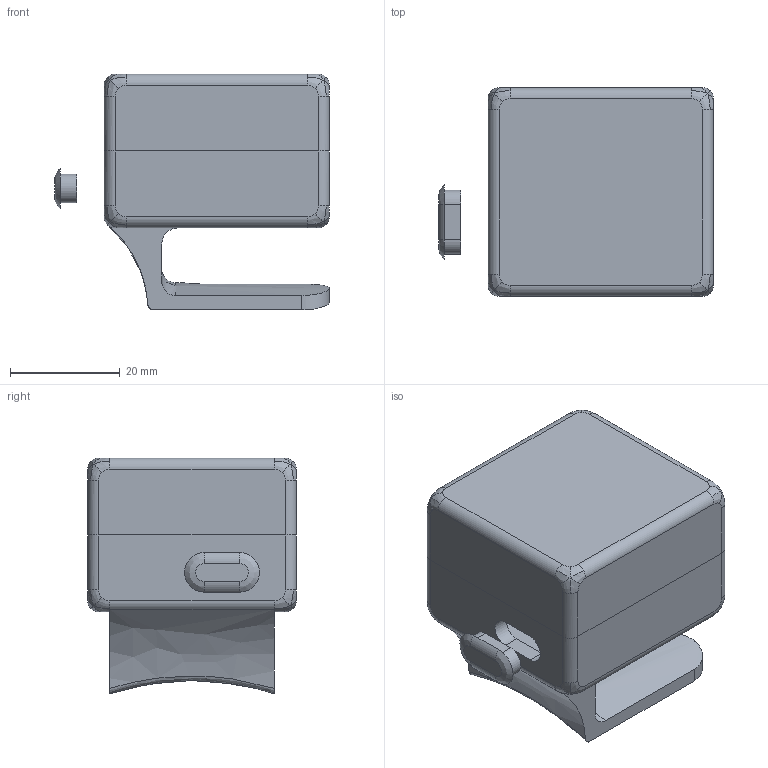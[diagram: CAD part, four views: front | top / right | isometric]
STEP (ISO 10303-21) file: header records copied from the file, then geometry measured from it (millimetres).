
FILE_DESCRIPTION(/* description */ (''),/* implementation_level */ '2;1');
FILE_NAME(/* name */ 'CajaTaponV2 v0.step',/* time_stamp */ '2024-08-27T19:55:17-05:00',/* author */ (''),/* organization */ (''),/* preprocessor_version */ 'ST-DEVELOPER v20',/* originating_system */ 'Autodesk Translation Framework v13.14.0.145',/* authorisation */ '');
FILE_SCHEMA (('AUTOMOTIVE_DESIGN { 1 0 10303 214 3 1 1 }'));
Length unit declared in the file: millimetre
Products named in the file (1): CajaTaponV2
Bounding box: 50 x 38 x 42.93 mm (x, y, z)
Volume: 27096.5 mm3; surface area: 18886.1 mm2
Topology: 6 solids, 6 shells, 160 faces, 397 edges, 256 vertices
Faces by surface type: plane 62, bspline 52, cylinder 45, torus 1
Entity records: 6802 total; most frequent: CARTESIAN_POINT 3138, ORIENTED_EDGE 794, DIRECTION 688, EDGE_CURVE 397, VERTEX_POINT 256, AXIS2_PLACEMENT_3D 253, LINE 182, VECTOR 182
